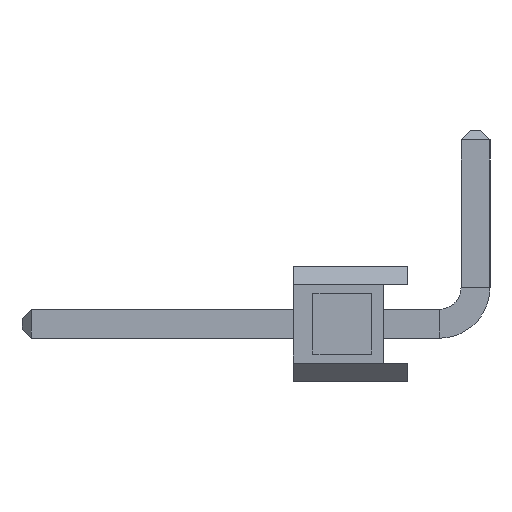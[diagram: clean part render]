
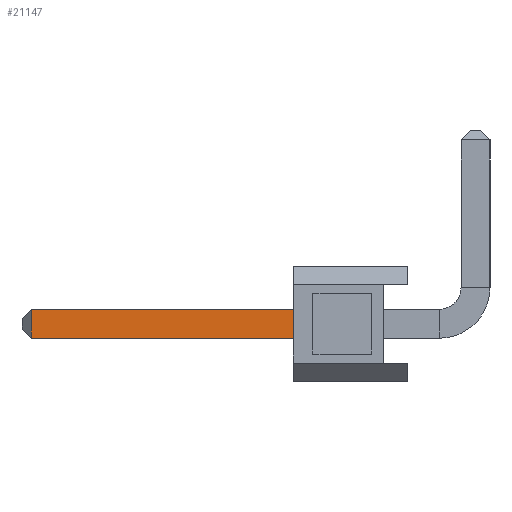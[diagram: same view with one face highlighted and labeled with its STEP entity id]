
A CAD part, left-side view. The second image highlights one B-rep face of the part: STEP entity #21147.
In plain terms, the highlighted planar face has unit normal (-1, 0, 0).
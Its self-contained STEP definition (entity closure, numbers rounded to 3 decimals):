
#814 = EDGE_CURVE ( 'NONE', #33688, #29927, #21912, .T. ) ;
#1395 = DIRECTION ( 'NONE',  ( -1., 0., 0. ) ) ;
#2570 = DIRECTION ( 'NONE',  ( 0., 1., 0. ) ) ;
#3832 = CARTESIAN_POINT ( 'NONE',  ( -0.32, 8.34, -0.32 ) ) ;
#4554 = VERTEX_POINT ( 'NONE', #3832 ) ;
#5202 = DIRECTION ( 'NONE',  ( 0., 0., 1. ) ) ;
#5794 = CARTESIAN_POINT ( 'NONE',  ( -0.32, 2.54, 0. ) ) ;
#6330 = VERTEX_POINT ( 'NONE', #38054 ) ;
#7497 = LINE ( 'NONE', #5794, #21177 ) ;
#11036 = DIRECTION ( 'NONE',  ( 0., 1., 0. ) ) ;
#11058 = CARTESIAN_POINT ( 'NONE',  ( -0.32, 8.34, -0.32 ) ) ;
#11212 = DIRECTION ( 'NONE',  ( 0., 0., -1. ) ) ;
#14578 = EDGE_LOOP ( 'NONE', ( #15806, #40558, #18714, #41969 ) ) ;
#14674 = EDGE_CURVE ( 'NONE', #29927, #4554, #16430, .T. ) ;
#15806 = ORIENTED_EDGE ( 'NONE', *, *, #814, .T. ) ;
#16430 = LINE ( 'NONE', #11058, #41241 ) ;
#17858 = CARTESIAN_POINT ( 'NONE',  ( -0.32, 8.34, 0.32 ) ) ;
#18714 = ORIENTED_EDGE ( 'NONE', *, *, #22380, .F. ) ;
#21147 = ADVANCED_FACE ( 'NONE', ( #30419 ), #33920, .T. ) ;
#21177 = VECTOR ( 'NONE', #31837, 1000. ) ;
#21912 = LINE ( 'NONE', #24058, #25921 ) ;
#22076 = CARTESIAN_POINT ( 'NONE',  ( -0.32, -0.7, -0.32 ) ) ;
#22380 = EDGE_CURVE ( 'NONE', #6330, #4554, #32771, .T. ) ;
#24058 = CARTESIAN_POINT ( 'NONE',  ( -0.32, -0.7, 0.32 ) ) ;
#25325 = EDGE_CURVE ( 'NONE', #33688, #6330, #7497, .T. ) ;
#25921 = VECTOR ( 'NONE', #11036, 1000. ) ;
#26715 = AXIS2_PLACEMENT_3D ( 'NONE', #40548, #1395, #5202 ) ;
#29927 = VERTEX_POINT ( 'NONE', #17858 ) ;
#30262 = VECTOR ( 'NONE', #2570, 1000. ) ;
#30419 = FACE_OUTER_BOUND ( 'NONE', #14578, .T. ) ;
#31837 = DIRECTION ( 'NONE',  ( 0., 0., -1. ) ) ;
#32771 = LINE ( 'NONE', #22076, #30262 ) ;
#33688 = VERTEX_POINT ( 'NONE', #35639 ) ;
#33920 = PLANE ( 'NONE',  #26715 ) ;
#35639 = CARTESIAN_POINT ( 'NONE',  ( -0.32, 2.54, 0.32 ) ) ;
#38054 = CARTESIAN_POINT ( 'NONE',  ( -0.32, 2.54, -0.32 ) ) ;
#40548 = CARTESIAN_POINT ( 'NONE',  ( -0.32, -0.7, -0.32 ) ) ;
#40558 = ORIENTED_EDGE ( 'NONE', *, *, #14674, .T. ) ;
#41241 = VECTOR ( 'NONE', #11212, 1000. ) ;
#41969 = ORIENTED_EDGE ( 'NONE', *, *, #25325, .F. ) ;
